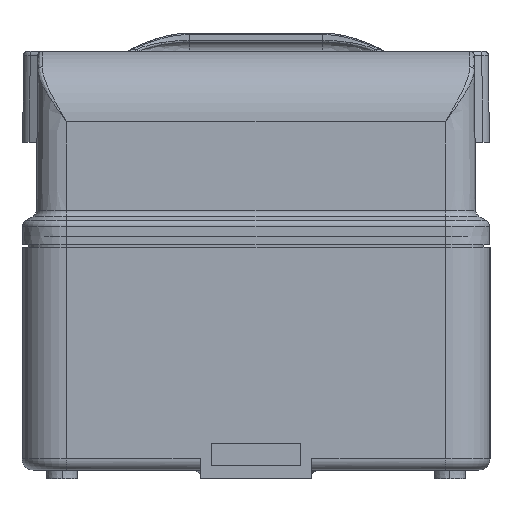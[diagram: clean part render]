
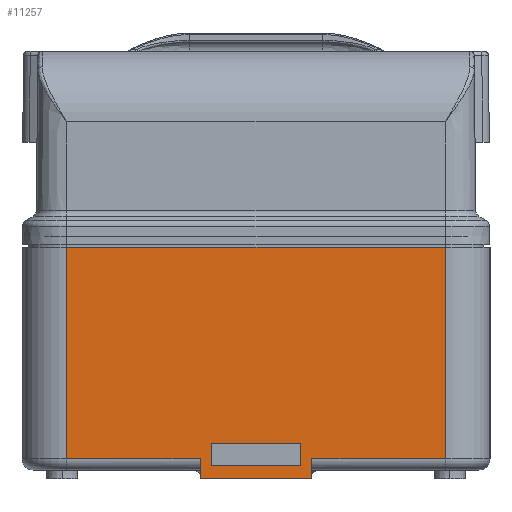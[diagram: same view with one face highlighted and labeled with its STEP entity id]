
A CAD part, left-side view. The second image highlights one B-rep face of the part: STEP entity #11257.
In plain terms, the highlighted planar face has unit normal (-1, 0, 0).
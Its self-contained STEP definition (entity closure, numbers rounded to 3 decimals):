
#278=DIRECTION('',(0.,1.,0.));
#279=VECTOR('',#278,85.);
#280=CARTESIAN_POINT('',(-217.,-42.5,50.));
#281=LINE('',#280,#279);
#3958=DIRECTION('',(0.,1.,0.));
#3959=VECTOR('',#3958,20.);
#3960=CARTESIAN_POINT('',(-217.,-10.,6.));
#3961=LINE('',#3960,#3959);
#3962=DIRECTION('',(0.,-1.,0.));
#3963=VECTOR('',#3962,20.);
#3964=CARTESIAN_POINT('',(-217.,10.,1.));
#3965=LINE('',#3964,#3963);
#3966=DIRECTION('',(0.,1.,0.));
#3967=VECTOR('',#3966,25.);
#3968=CARTESIAN_POINT('',(-217.,-12.5,-2.));
#3969=LINE('',#3968,#3967);
#3970=DIRECTION('',(0.,1.,0.));
#3971=VECTOR('',#3970,29.961);
#3972=CARTESIAN_POINT('',(-217.,12.539,2.5));
#3973=LINE('',#3972,#3971);
#3974=DIRECTION('',(0.,-1.,0.));
#3975=VECTOR('',#3974,29.961);
#3976=CARTESIAN_POINT('',(-217.,-12.539,2.5));
#3977=LINE('',#3976,#3975);
#4045=DIRECTION('',(0.,0.009,1.));
#4046=VECTOR('',#4045,4.5);
#4047=CARTESIAN_POINT('',(-217.,12.5,-2.));
#4048=LINE('',#4047,#4046);
#4069=DIRECTION('',(0.,0.,1.));
#4070=VECTOR('',#4069,47.5);
#4071=CARTESIAN_POINT('',(-217.,42.5,2.5));
#4072=LINE('',#4071,#4070);
#4163=DIRECTION('',(0.,-0.009,1.));
#4164=VECTOR('',#4163,4.5);
#4165=CARTESIAN_POINT('',(-217.,-12.5,-2.));
#4166=LINE('',#4165,#4164);
#4187=DIRECTION('',(0.,0.,1.));
#4188=VECTOR('',#4187,47.5);
#4189=CARTESIAN_POINT('',(-217.,-42.5,2.5));
#4190=LINE('',#4189,#4188);
#4302=DIRECTION('',(0.,0.,1.));
#4303=VECTOR('',#4302,5.);
#4304=CARTESIAN_POINT('',(-217.,10.,1.));
#4305=LINE('',#4304,#4303);
#4334=DIRECTION('',(0.,0.,1.));
#4335=VECTOR('',#4334,5.);
#4336=CARTESIAN_POINT('',(-217.,-10.,1.));
#4337=LINE('',#4336,#4335);
#4750=CARTESIAN_POINT('',(-217.,-10.,1.));
#4751=CARTESIAN_POINT('',(-217.,-10.,6.));
#4752=VERTEX_POINT('',#4750);
#4753=VERTEX_POINT('',#4751);
#4764=CARTESIAN_POINT('',(-217.,-42.5,50.));
#4765=VERTEX_POINT('',#4764);
#4898=CARTESIAN_POINT('',(-217.,-12.5,-2.));
#4899=VERTEX_POINT('',#4898);
#4912=CARTESIAN_POINT('',(-217.,-42.5,2.5));
#4914=VERTEX_POINT('',#4912);
#4918=CARTESIAN_POINT('',(-217.,-12.539,2.5));
#4919=VERTEX_POINT('',#4918);
#5394=CARTESIAN_POINT('',(-217.,10.,1.));
#5395=CARTESIAN_POINT('',(-217.,10.,6.));
#5396=VERTEX_POINT('',#5394);
#5397=VERTEX_POINT('',#5395);
#5408=CARTESIAN_POINT('',(-217.,42.5,50.));
#5409=VERTEX_POINT('',#5408);
#5542=CARTESIAN_POINT('',(-217.,12.5,-2.));
#5543=VERTEX_POINT('',#5542);
#5556=CARTESIAN_POINT('',(-217.,42.5,2.5));
#5558=VERTEX_POINT('',#5556);
#5562=CARTESIAN_POINT('',(-217.,12.539,2.5));
#5563=VERTEX_POINT('',#5562);
#11225=CARTESIAN_POINT('',(-217.,52.5,0.));
#11226=DIRECTION('',(-1.,0.,0.));
#11227=DIRECTION('',(0.,-1.,0.));
#11228=AXIS2_PLACEMENT_3D('',#11225,#11226,#11227);
#11229=PLANE('',#11228);
#11231=ORIENTED_EDGE('',*,*,#11230,.T.);
#11233=ORIENTED_EDGE('',*,*,#11232,.T.);
#11235=ORIENTED_EDGE('',*,*,#11234,.T.);
#11237=ORIENTED_EDGE('',*,*,#11236,.T.);
#11238=ORIENTED_EDGE('',*,*,#6109,.F.);
#11240=ORIENTED_EDGE('',*,*,#11239,.F.);
#11242=ORIENTED_EDGE('',*,*,#11241,.F.);
#11244=ORIENTED_EDGE('',*,*,#11243,.F.);
#11245=EDGE_LOOP('',(#11231,#11233,#11235,#11237,#11238,#11240,#11242,#11244));
#11246=FACE_OUTER_BOUND('',#11245,.F.);
#11248=ORIENTED_EDGE('',*,*,#11247,.T.);
#11250=ORIENTED_EDGE('',*,*,#11249,.F.);
#11252=ORIENTED_EDGE('',*,*,#11251,.T.);
#11254=ORIENTED_EDGE('',*,*,#11253,.T.);
#11255=EDGE_LOOP('',(#11248,#11250,#11252,#11254));
#11256=FACE_BOUND('',#11255,.F.);
#11257=ADVANCED_FACE('',(#11246,#11256),#11229,.T.);
#6109=EDGE_CURVE('',#4765,#5409,#281,.T.);
#11230=EDGE_CURVE('',#4899,#5543,#3969,.T.);
#11232=EDGE_CURVE('',#5543,#5563,#4048,.T.);
#11234=EDGE_CURVE('',#5563,#5558,#3973,.T.);
#11236=EDGE_CURVE('',#5558,#5409,#4072,.T.);
#11239=EDGE_CURVE('',#4914,#4765,#4190,.T.);
#11241=EDGE_CURVE('',#4919,#4914,#3977,.T.);
#11243=EDGE_CURVE('',#4899,#4919,#4166,.T.);
#11247=EDGE_CURVE('',#4753,#5397,#3961,.T.);
#11249=EDGE_CURVE('',#5396,#5397,#4305,.T.);
#11251=EDGE_CURVE('',#5396,#4752,#3965,.T.);
#11253=EDGE_CURVE('',#4752,#4753,#4337,.T.);
